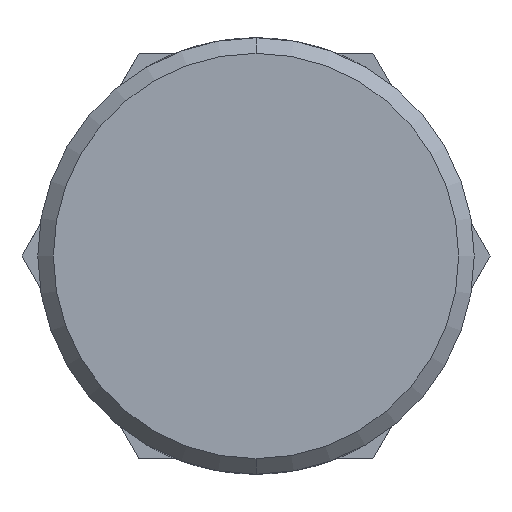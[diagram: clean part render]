
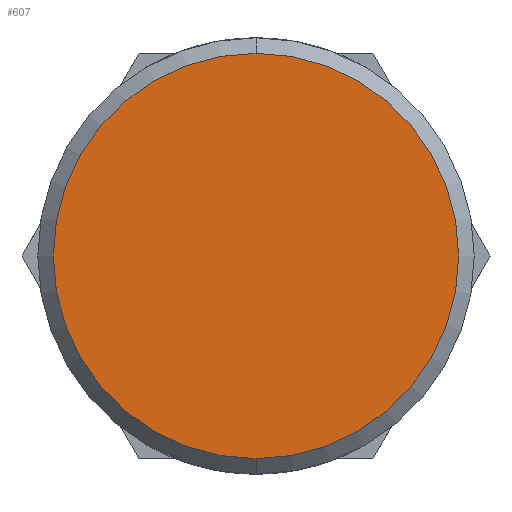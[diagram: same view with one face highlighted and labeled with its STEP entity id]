
A CAD part, front view. The second image highlights one B-rep face of the part: STEP entity #607.
In plain terms, the highlighted planar face has unit normal (0, -1, 0).
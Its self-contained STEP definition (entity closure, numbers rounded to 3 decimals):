
#16 = CARTESIAN_POINT ( 'NONE',  ( 0., 0., -6.5 ) ) ;
#34 = ORIENTED_EDGE ( 'NONE', *, *, #558, .T. ) ;
#136 = CARTESIAN_POINT ( 'NONE',  ( 0., 0., 0. ) ) ;
#192 = DIRECTION ( 'NONE',  ( 0., 0., 1. ) ) ;
#219 = AXIS2_PLACEMENT_3D ( 'NONE', #1210, #970, #752 ) ;
#244 = VERTEX_POINT ( 'NONE', #16 ) ;
#373 = CIRCLE ( 'NONE', #1327, 6.5 ) ;
#439 = EDGE_CURVE ( 'NONE', #244, #1056, #373, .T. ) ;
#483 = CARTESIAN_POINT ( 'NONE',  ( 0., 0., 6.5 ) ) ;
#558 = EDGE_CURVE ( 'NONE', #1056, #244, #979, .T. ) ;
#607 = ADVANCED_FACE ( 'NONE', ( #1371 ), #766, .F. ) ;
#725 = AXIS2_PLACEMENT_3D ( 'NONE', #136, #1022, #1255 ) ;
#728 = EDGE_LOOP ( 'NONE', ( #34, #1125 ) ) ;
#752 = DIRECTION ( 'NONE',  ( 0., 0., 1. ) ) ;
#766 = PLANE ( 'NONE',  #725 ) ;
#921 = DIRECTION ( 'NONE',  ( 0., -1., 0. ) ) ;
#970 = DIRECTION ( 'NONE',  ( 0., -1., 0. ) ) ;
#979 = CIRCLE ( 'NONE', #219, 6.5 ) ;
#1022 = DIRECTION ( 'NONE',  ( 0., 1., 0. ) ) ;
#1056 = VERTEX_POINT ( 'NONE', #483 ) ;
#1125 = ORIENTED_EDGE ( 'NONE', *, *, #439, .T. ) ;
#1210 = CARTESIAN_POINT ( 'NONE',  ( 0., 0., 0. ) ) ;
#1255 = DIRECTION ( 'NONE',  ( 0., 0., 1. ) ) ;
#1280 = CARTESIAN_POINT ( 'NONE',  ( 0., 0., 0. ) ) ;
#1327 = AXIS2_PLACEMENT_3D ( 'NONE', #1280, #921, #192 ) ;
#1371 = FACE_OUTER_BOUND ( 'NONE', #728, .T. ) ;
